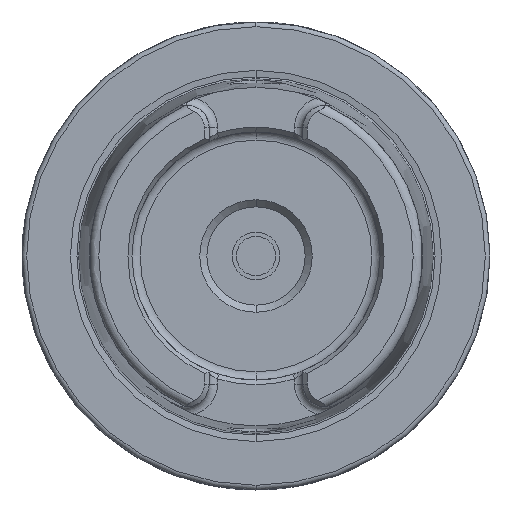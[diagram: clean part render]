
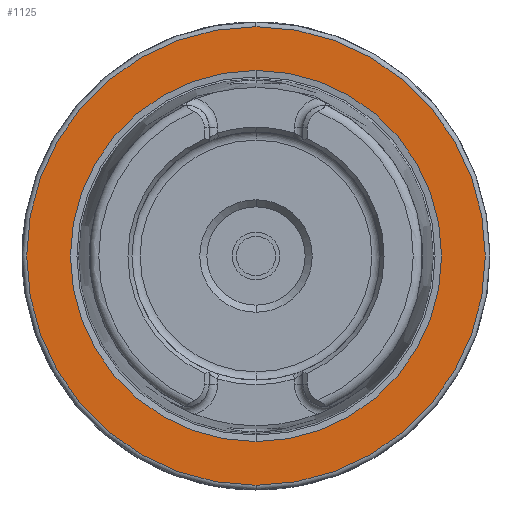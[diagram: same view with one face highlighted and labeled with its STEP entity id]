
A CAD part, left-side view. The second image highlights one B-rep face of the part: STEP entity #1125.
In plain terms, the highlighted planar face has unit normal (-1, 0, 0).
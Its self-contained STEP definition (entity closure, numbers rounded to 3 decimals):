
#1032 = EDGE_LOOP ( 'NONE', ( #1138, #1132 ) ) ;
#1045 = EDGE_CURVE ( 'NONE', #2474, #2531, #5038, .T. ) ;
#1111 = ORIENTED_EDGE ( 'NONE', *, *, #1112, .F. ) ;
#1112 = EDGE_CURVE ( 'NONE', #2486, #2485, #5101, .T. ) ;
#1115 = EDGE_LOOP ( 'NONE', ( #1119, #1111 ) ) ;
#1119 = ORIENTED_EDGE ( 'NONE', *, *, #2484, .F. ) ;
#1125 = ADVANCED_FACE ( 'NONE', ( #5131, #5127 ), #5126, .T. ) ;
#1132 = ORIENTED_EDGE ( 'NONE', *, *, #1045, .T. ) ;
#1138 = ORIENTED_EDGE ( 'NONE', *, *, #2530, .T. ) ;
#2474 = VERTEX_POINT ( 'NONE', #8386 ) ;
#2484 = EDGE_CURVE ( 'NONE', #2485, #2486, #8414, .T. ) ;
#2485 = VERTEX_POINT ( 'NONE', #8408 ) ;
#2486 = VERTEX_POINT ( 'NONE', #8407 ) ;
#2530 = EDGE_CURVE ( 'NONE', #2531, #2474, #8492, .T. ) ;
#2531 = VERTEX_POINT ( 'NONE', #8487 ) ;
#5034 = DIRECTION ( 'NONE',  ( 0., 0., -1. ) ) ;
#5035 = DIRECTION ( 'NONE',  ( 1., 0., 0. ) ) ;
#5036 = CARTESIAN_POINT ( 'NONE',  ( 0., 0., 0. ) ) ;
#5037 = AXIS2_PLACEMENT_3D ( 'NONE', #5036, #5035, #5034 ) ;
#5038 = CIRCLE ( 'NONE', #5037, 39.647 ) ;
#5094 = DIRECTION ( 'NONE',  ( 0., 0., -1. ) ) ;
#5095 = DIRECTION ( 'NONE',  ( 1., 0., 0. ) ) ;
#5096 = CARTESIAN_POINT ( 'NONE',  ( 0., 0., 0. ) ) ;
#5097 = AXIS2_PLACEMENT_3D ( 'NONE', #5096, #5095, #5094 ) ;
#5101 = CIRCLE ( 'NONE', #5097, 49. ) ;
#5125 = AXIS2_PLACEMENT_3D ( 'NONE', #5189, #5187, #5186 ) ;
#5126 = PLANE ( 'NONE',  #5125 ) ;
#5127 = FACE_OUTER_BOUND ( 'NONE', #1115, .T. ) ;
#5131 = FACE_BOUND ( 'NONE', #1032, .T. ) ;
#5186 = DIRECTION ( 'NONE',  ( 0., 0., 1. ) ) ;
#5187 = DIRECTION ( 'NONE',  ( -1., 0., 0. ) ) ;
#5189 = CARTESIAN_POINT ( 'NONE',  ( 0., 39.647, 0. ) ) ;
#8386 = CARTESIAN_POINT ( 'NONE',  ( 0., 0., -39.647 ) ) ;
#8407 = CARTESIAN_POINT ( 'NONE',  ( 0., 0., 49. ) ) ;
#8408 = CARTESIAN_POINT ( 'NONE',  ( 0., 0., -49. ) ) ;
#8409 = DIRECTION ( 'NONE',  ( 0., 0., -1. ) ) ;
#8410 = DIRECTION ( 'NONE',  ( 1., 0., 0. ) ) ;
#8411 = CARTESIAN_POINT ( 'NONE',  ( 0., 0., 0. ) ) ;
#8412 = AXIS2_PLACEMENT_3D ( 'NONE', #8411, #8410, #8409 ) ;
#8414 = CIRCLE ( 'NONE', #8412, 49. ) ;
#8487 = CARTESIAN_POINT ( 'NONE',  ( 0., 0., 39.647 ) ) ;
#8488 = DIRECTION ( 'NONE',  ( 0., 0., -1. ) ) ;
#8489 = DIRECTION ( 'NONE',  ( 1., 0., 0. ) ) ;
#8490 = CARTESIAN_POINT ( 'NONE',  ( 0., 0., 0. ) ) ;
#8491 = AXIS2_PLACEMENT_3D ( 'NONE', #8490, #8489, #8488 ) ;
#8492 = CIRCLE ( 'NONE', #8491, 39.647 ) ;
